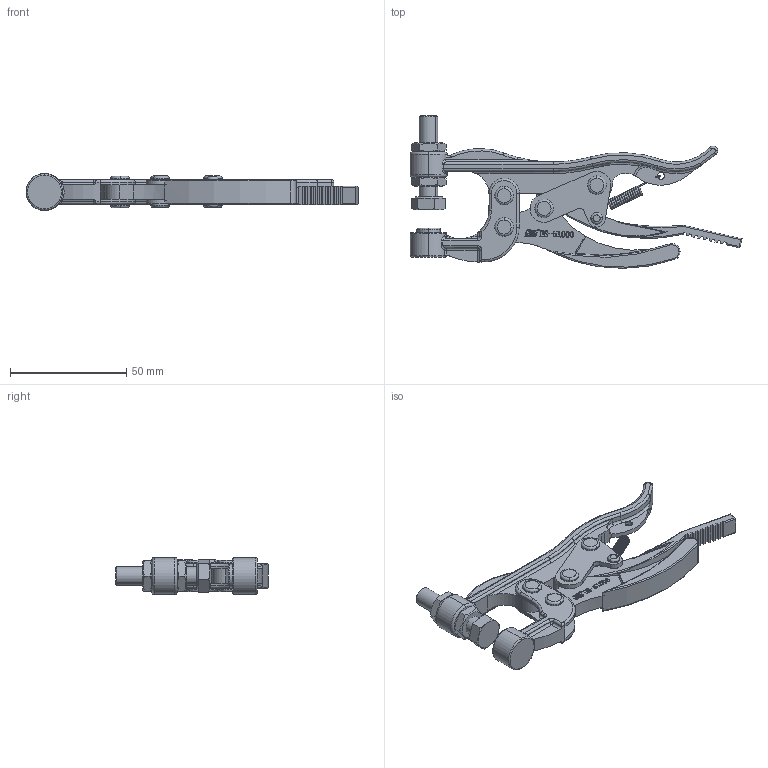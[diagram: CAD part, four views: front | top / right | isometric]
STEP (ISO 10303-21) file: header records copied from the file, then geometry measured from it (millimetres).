
FILE_DESCRIPTION (( 'STEP AP203' ), '1' );
FILE_NAME ('HS-51000 .STEP', '2019-10-11T00:57:00', ( '微软用户' ), ( '微软中国' ), 'SwSTEP 2.0', 'SolidWorks 2012', '' );
FILE_SCHEMA (( 'CONFIG_CONTROL_DESIGN' ));
Length unit declared in the file: millimetre
Products named in the file (12): HS-51000 ; hex thin nuts-grades ab-chamfered gb_GB_FASTENER_NUT_STNAB M8-N; hexagon head bolts-full thread gb_GB_FASTENER_BOLT_STBAB A M8X35-N; 种2; 粟銅1; 粟銅; 种; 蟀裝; 忒梟4; 忒梟3; 忒梟2; 忒梟1
Assembly tree (17 placements, depth 2):
  HS-51000 
    忒梟1
    忒梟2
    忒梟3
    忒梟4
    蟀裝  x2
    种  x4
    粟銅
    粟銅1  x2
    种2
    hexagon head bolts-full thread gb_GB_FASTENER_BOLT_STBAB A M8X35-N
    hex thin nuts-grades ab-chamfered gb_GB_FASTENER_NUT_STNAB M8-N  x2
Bounding box: 142.9 x 65.74 x 16 mm (x, y, z)
Volume: 34173.9 mm3; surface area: 22773.1 mm2
Topology: 17 solids, 17 shells, 916 faces, 2316 edges, 1453 vertices
Faces by surface type: plane 337, cylinder 238, bspline 177, torus 129, cone 26, sphere 9
Entity records: 38005 total; most frequent: CARTESIAN_POINT 17469, ORIENTED_EDGE 4214, DIRECTION 3625, EDGE_CURVE 2107, VERTEX_POINT 1337, AXIS2_PLACEMENT_3D 1298, LINE 1029, VECTOR 1029
